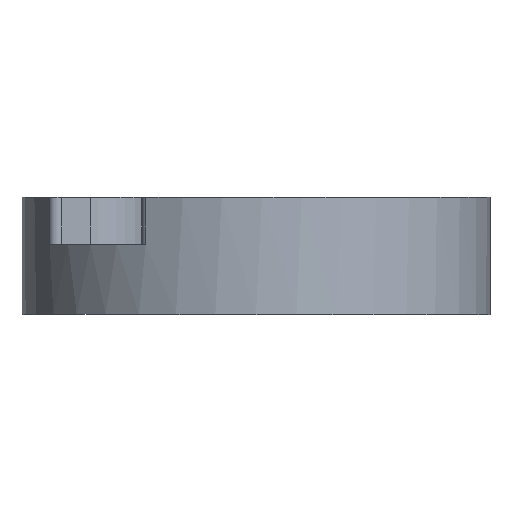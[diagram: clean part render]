
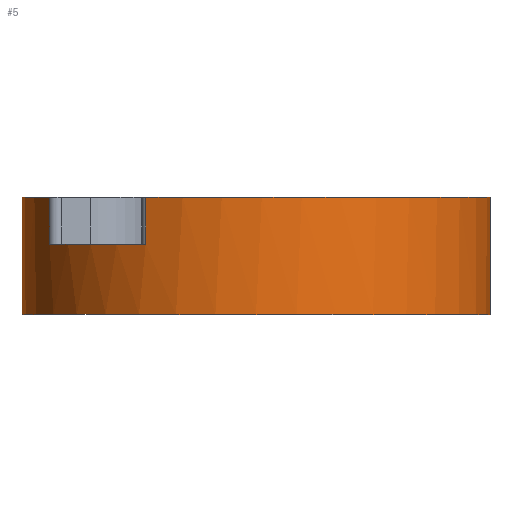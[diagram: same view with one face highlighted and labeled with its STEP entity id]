
A CAD part, front view. The second image highlights one B-rep face of the part: STEP entity #5.
In plain terms, the highlighted cylindrical face has radius 16 mm (diameter 32 mm), a partial arc.
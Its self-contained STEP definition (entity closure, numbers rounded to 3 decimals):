
#2 = EDGE_LOOP ( 'NONE', ( #11, #3, #4, #8, #170, #203, #139, #211 ) ) ;
#3 = ORIENTED_EDGE ( 'NONE', *, *, #4748, .F. ) ;
#4 = ORIENTED_EDGE ( 'NONE', *, *, #1043, .T. ) ;
#5 = ADVANCED_FACE ( 'NONE', ( #1057 ), #1295, .T. ) ;
#8 = ORIENTED_EDGE ( 'NONE', *, *, #9, .T. ) ;
#9 = EDGE_CURVE ( 'NONE', #1197, #10, #1291, .T. ) ;
#10 = VERTEX_POINT ( 'NONE', #1286 ) ;
#11 = ORIENTED_EDGE ( 'NONE', *, *, #1266, .F. ) ;
#139 = ORIENTED_EDGE ( 'NONE', *, *, #1160, .T. ) ;
#165 = EDGE_CURVE ( 'NONE', #10, #1064, #1912, .T. ) ;
#170 = ORIENTED_EDGE ( 'NONE', *, *, #165, .T. ) ;
#203 = ORIENTED_EDGE ( 'NONE', *, *, #4728, .F. ) ;
#211 = ORIENTED_EDGE ( 'NONE', *, *, #244, .T. ) ;
#244 = EDGE_CURVE ( 'NONE', #1158, #1272, #1866, .T. ) ;
#1029 = VERTEX_POINT ( 'NONE', #4787 ) ;
#1043 = EDGE_CURVE ( 'NONE', #1029, #1197, #4930, .T. ) ;
#1057 = FACE_OUTER_BOUND ( 'NONE', #2, .T. ) ;
#1064 = VERTEX_POINT ( 'NONE', #4805 ) ;
#1158 = VERTEX_POINT ( 'NONE', #5202 ) ;
#1160 = EDGE_CURVE ( 'NONE', #1255, #1158, #5201, .T. ) ;
#1170 = VERTEX_POINT ( 'NONE', #5181 ) ;
#1197 = VERTEX_POINT ( 'NONE', #5554 ) ;
#1255 = VERTEX_POINT ( 'NONE', #5510 ) ;
#1266 = EDGE_CURVE ( 'NONE', #1170, #1272, #5461, .T. ) ;
#1272 = VERTEX_POINT ( 'NONE', #5446 ) ;
#1286 = CARTESIAN_POINT ( 'NONE',  ( -14.111, -7.542, 4.8 ) ) ;
#1287 = DIRECTION ( 'NONE',  ( 1., 0., 0. ) ) ;
#1288 = DIRECTION ( 'NONE',  ( 0., 0., -1. ) ) ;
#1289 = CARTESIAN_POINT ( 'NONE',  ( 0., 0., 4.8 ) ) ;
#1290 = AXIS2_PLACEMENT_3D ( 'NONE', #1289, #1288, #1287 ) ;
#1291 = CIRCLE ( 'NONE', #1290, 16. ) ;
#1292 = DIRECTION ( 'NONE',  ( -1., 0., 0. ) ) ;
#1293 = DIRECTION ( 'NONE',  ( 0., 0., -1. ) ) ;
#1294 = AXIS2_PLACEMENT_3D ( 'NONE', #1296, #1293, #1292 ) ;
#1295 = CYLINDRICAL_SURFACE ( 'NONE', #1294, 16. ) ;
#1296 = CARTESIAN_POINT ( 'NONE',  ( 0., 0., 8. ) ) ;
#1864 = DIRECTION ( 'NONE',  ( 0., 0., 1. ) ) ;
#1865 = AXIS2_PLACEMENT_3D ( 'NONE', #1868, #1864, #1955 ) ;
#1866 = CIRCLE ( 'NONE', #1865, 16. ) ;
#1868 = CARTESIAN_POINT ( 'NONE',  ( 0., 0., 0. ) ) ;
#1909 = DIRECTION ( 'NONE',  ( 0., 0., 1. ) ) ;
#1910 = VECTOR ( 'NONE', #1909, 1000. ) ;
#1911 = CARTESIAN_POINT ( 'NONE',  ( -14.111, -7.542, 8. ) ) ;
#1912 = LINE ( 'NONE', #1911, #1910 ) ;
#1955 = DIRECTION ( 'NONE',  ( 1., 0., 0. ) ) ;
#4728 = EDGE_CURVE ( 'NONE', #1255, #1064, #5695, .T. ) ;
#4748 = EDGE_CURVE ( 'NONE', #1029, #1170, #5582, .T. ) ;
#4787 = CARTESIAN_POINT ( 'NONE',  ( -7.542, -14.111, 8. ) ) ;
#4805 = CARTESIAN_POINT ( 'NONE',  ( -14.111, -7.542, 8. ) ) ;
#4927 = DIRECTION ( 'NONE',  ( 0., 0., -1. ) ) ;
#4928 = VECTOR ( 'NONE', #4927, 1000. ) ;
#4929 = CARTESIAN_POINT ( 'NONE',  ( -7.542, -14.111, 8. ) ) ;
#4930 = LINE ( 'NONE', #4929, #4928 ) ;
#5181 = CARTESIAN_POINT ( 'NONE',  ( 16., 0., 8. ) ) ;
#5198 = DIRECTION ( 'NONE',  ( 0., 0., -1. ) ) ;
#5199 = VECTOR ( 'NONE', #5198, 1000. ) ;
#5200 = CARTESIAN_POINT ( 'NONE',  ( -16., 0., 8. ) ) ;
#5201 = LINE ( 'NONE', #5200, #5199 ) ;
#5202 = CARTESIAN_POINT ( 'NONE',  ( -16., 0., 0. ) ) ;
#5446 = CARTESIAN_POINT ( 'NONE',  ( 16., 0., 0. ) ) ;
#5458 = DIRECTION ( 'NONE',  ( 0., 0., -1. ) ) ;
#5459 = VECTOR ( 'NONE', #5458, 1000. ) ;
#5460 = CARTESIAN_POINT ( 'NONE',  ( 16., 0., 8. ) ) ;
#5461 = LINE ( 'NONE', #5460, #5459 ) ;
#5510 = CARTESIAN_POINT ( 'NONE',  ( -16., 0., 8. ) ) ;
#5554 = CARTESIAN_POINT ( 'NONE',  ( -7.542, -14.111, 4.8 ) ) ;
#5562 = CARTESIAN_POINT ( 'NONE',  ( 0., 0., 8. ) ) ;
#5578 = DIRECTION ( 'NONE',  ( 1., 0., 0. ) ) ;
#5579 = DIRECTION ( 'NONE',  ( 0., 0., 1. ) ) ;
#5580 = CARTESIAN_POINT ( 'NONE',  ( 0., 0., 8. ) ) ;
#5581 = AXIS2_PLACEMENT_3D ( 'NONE', #5580, #5579, #5578 ) ;
#5582 = CIRCLE ( 'NONE', #5581, 16. ) ;
#5595 = DIRECTION ( 'NONE',  ( 1., 0., 0. ) ) ;
#5596 = DIRECTION ( 'NONE',  ( 0., 0., 1. ) ) ;
#5597 = AXIS2_PLACEMENT_3D ( 'NONE', #5562, #5596, #5595 ) ;
#5695 = CIRCLE ( 'NONE', #5597, 16. ) ;
